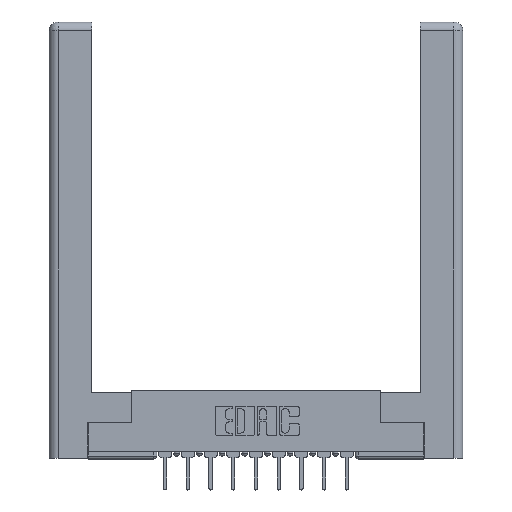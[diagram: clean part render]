
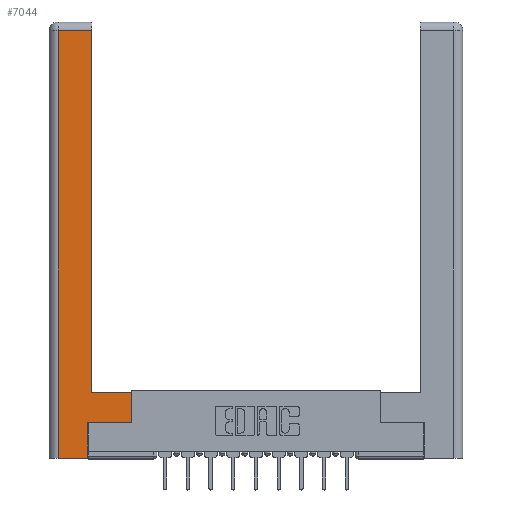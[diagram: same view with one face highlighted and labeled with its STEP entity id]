
A CAD part, top view. The second image highlights one B-rep face of the part: STEP entity #7044.
In plain terms, the highlighted planar face has unit normal (0, 0, 1).
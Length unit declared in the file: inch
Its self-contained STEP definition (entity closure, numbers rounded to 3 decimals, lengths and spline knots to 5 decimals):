
#10 = CARTESIAN_POINT ( 'NONE',  ( 0.295, 2.94, 0. ) ) ;
#278 = CARTESIAN_POINT ( 'NONE',  ( 0.565, 0.45, 0. ) ) ;
#507 = LINE ( 'NONE', #9855, #14520 ) ;
#778 = DIRECTION ( 'NONE',  ( 0., 1., 0. ) ) ;
#786 = CARTESIAN_POINT ( 'NONE',  ( 0.265, 0.245, 0. ) ) ;
#801 = ORIENTED_EDGE ( 'NONE', *, *, #14666, .T. ) ;
#921 = VECTOR ( 'NONE', #3647, 39.37008 ) ;
#1322 = DIRECTION ( 'NONE',  ( 0., -1., 0. ) ) ;
#1365 = DIRECTION ( 'NONE',  ( 0., 1., 0. ) ) ;
#1404 = CARTESIAN_POINT ( 'NONE',  ( 0.565, 0.245, 0. ) ) ;
#1513 = DIRECTION ( 'NONE',  ( -1., 0., 0. ) ) ;
#1601 = CARTESIAN_POINT ( 'NONE',  ( 0.265, 0., 0. ) ) ;
#1717 = PLANE ( 'NONE',  #9654 ) ;
#2114 = ORIENTED_EDGE ( 'NONE', *, *, #11314, .T. ) ;
#2125 = CARTESIAN_POINT ( 'NONE',  ( 0.0615, 2.94, 0. ) ) ;
#2207 = DIRECTION ( 'NONE',  ( 1., 0., 0. ) ) ;
#2411 = EDGE_CURVE ( 'NONE', #3336, #3810, #6029, .T. ) ;
#2602 = ORIENTED_EDGE ( 'NONE', *, *, #11359, .T. ) ;
#2954 = DIRECTION ( 'NONE',  ( 0., 0., -1. ) ) ;
#3024 = CARTESIAN_POINT ( 'NONE',  ( 0.0615, 0., 0. ) ) ;
#3315 = VERTEX_POINT ( 'NONE', #10 ) ;
#3336 = VERTEX_POINT ( 'NONE', #2125 ) ;
#3647 = DIRECTION ( 'NONE',  ( 0., 1., 0. ) ) ;
#3810 = VERTEX_POINT ( 'NONE', #3024 ) ;
#3822 = DIRECTION ( 'NONE',  ( 1., 0., 0. ) ) ;
#4027 = CARTESIAN_POINT ( 'NONE',  ( 0.565, 0.245, 0. ) ) ;
#4181 = ORIENTED_EDGE ( 'NONE', *, *, #2411, .T. ) ;
#4751 = EDGE_LOOP ( 'NONE', ( #2602, #12187, #4181, #7669, #11857, #801, #12194, #2114 ) ) ;
#4875 = CARTESIAN_POINT ( 'NONE',  ( 0.295, 0.45, 0. ) ) ;
#5511 = LINE ( 'NONE', #11357, #12997 ) ;
#6029 = LINE ( 'NONE', #6927, #10660 ) ;
#6426 = VECTOR ( 'NONE', #1513, 39.37008 ) ;
#6853 = CARTESIAN_POINT ( 'NONE',  ( 0.295, 0.45, 0. ) ) ;
#6918 = VECTOR ( 'NONE', #1365, 39.37008 ) ;
#6927 = CARTESIAN_POINT ( 'NONE',  ( 0.0615, 0., 0. ) ) ;
#6969 = CARTESIAN_POINT ( 'NONE',  ( 0.565, 0.45, 0. ) ) ;
#7044 = ADVANCED_FACE ( 'NONE', ( #14578 ), #1717, .F. ) ;
#7077 = EDGE_CURVE ( 'NONE', #8285, #9816, #11935, .T. ) ;
#7347 = EDGE_CURVE ( 'NONE', #3810, #8285, #5511, .T. ) ;
#7417 = CARTESIAN_POINT ( 'NONE',  ( 0., 0., 0. ) ) ;
#7572 = DIRECTION ( 'NONE',  ( -1., 0., 0. ) ) ;
#7669 = ORIENTED_EDGE ( 'NONE', *, *, #7347, .T. ) ;
#8102 = EDGE_CURVE ( 'NONE', #8369, #10001, #11200, .T. ) ;
#8285 = VERTEX_POINT ( 'NONE', #1601 ) ;
#8356 = LINE ( 'NONE', #10417, #921 ) ;
#8369 = VERTEX_POINT ( 'NONE', #4027 ) ;
#8878 = VECTOR ( 'NONE', #778, 39.37008 ) ;
#9440 = LINE ( 'NONE', #4875, #6426 ) ;
#9654 = AXIS2_PLACEMENT_3D ( 'NONE', #7417, #2954, #7572 ) ;
#9816 = VERTEX_POINT ( 'NONE', #786 ) ;
#9855 = CARTESIAN_POINT ( 'NONE',  ( 0.0615, 2.94, 0. ) ) ;
#10001 = VERTEX_POINT ( 'NONE', #6969 ) ;
#10417 = CARTESIAN_POINT ( 'NONE',  ( 0.295, 3., 0. ) ) ;
#10447 = LINE ( 'NONE', #1404, #10984 ) ;
#10660 = VECTOR ( 'NONE', #1322, 39.37008 ) ;
#10984 = VECTOR ( 'NONE', #3822, 39.37008 ) ;
#11200 = LINE ( 'NONE', #278, #6918 ) ;
#11314 = EDGE_CURVE ( 'NONE', #10001, #12625, #9440, .T. ) ;
#11357 = CARTESIAN_POINT ( 'NONE',  ( 0.265, 0., 0. ) ) ;
#11359 = EDGE_CURVE ( 'NONE', #12625, #3315, #8356, .T. ) ;
#11857 = ORIENTED_EDGE ( 'NONE', *, *, #7077, .T. ) ;
#11935 = LINE ( 'NONE', #12055, #8878 ) ;
#12055 = CARTESIAN_POINT ( 'NONE',  ( 0.265, 0.245, 0. ) ) ;
#12187 = ORIENTED_EDGE ( 'NONE', *, *, #13475, .T. ) ;
#12194 = ORIENTED_EDGE ( 'NONE', *, *, #8102, .T. ) ;
#12625 = VERTEX_POINT ( 'NONE', #6853 ) ;
#12997 = VECTOR ( 'NONE', #2207, 39.37008 ) ;
#13189 = DIRECTION ( 'NONE',  ( -1., 0., 0. ) ) ;
#13475 = EDGE_CURVE ( 'NONE', #3315, #3336, #507, .T. ) ;
#14520 = VECTOR ( 'NONE', #13189, 39.37008 ) ;
#14578 = FACE_OUTER_BOUND ( 'NONE', #4751, .T. ) ;
#14666 = EDGE_CURVE ( 'NONE', #9816, #8369, #10447, .T. ) ;
